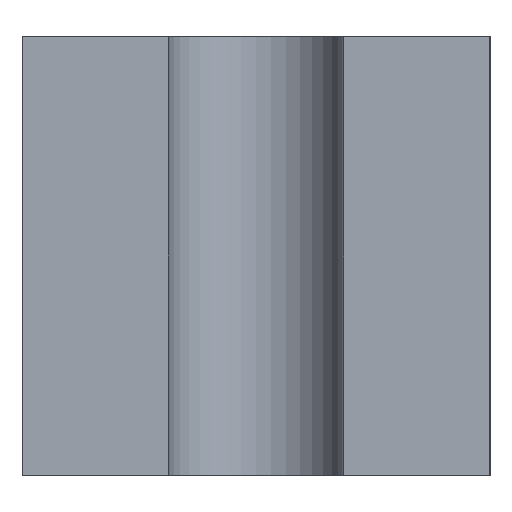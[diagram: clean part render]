
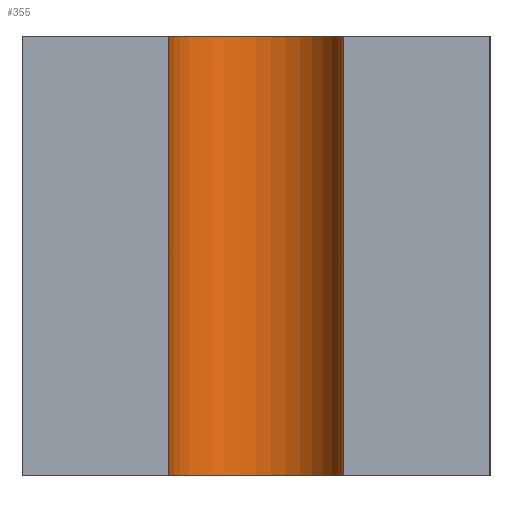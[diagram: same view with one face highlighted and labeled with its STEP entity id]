
A CAD part, left-side view. The second image highlights one B-rep face of the part: STEP entity #355.
In plain terms, the highlighted cylindrical face has radius 0.15 mm (diameter 0.3 mm), a partial arc.
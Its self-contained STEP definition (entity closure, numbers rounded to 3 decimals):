
#314=CARTESIAN_POINT('',(-0.8,0.0,0.75));
#315=DIRECTION('',(0.0,0.0,-1.0));
#316=DIRECTION('',(1.0,0.0,0.0));
#317=AXIS2_PLACEMENT_3D('',#314,#315,#316);
#318=CYLINDRICAL_SURFACE('',#317,0.15);
#319=CARTESIAN_POINT('',(-0.8,-0.15,0.75));
#320=VERTEX_POINT('',#319);
#321=CARTESIAN_POINT('',(-0.8,-0.15,0.));
#322=VERTEX_POINT('',#321);
#323=CARTESIAN_POINT('',(-0.8,-0.15,0.75));
#324=DIRECTION('',(0.0,0.0,-1.0));
#325=VECTOR('',#324,0.75);
#326=LINE('',#323,#325);
#327=EDGE_CURVE('',#320,#322,#326,.T.);
#328=ORIENTED_EDGE('',*,*,#327,.F.);
#329=CARTESIAN_POINT('',(-0.8,0.15,0.75));
#330=VERTEX_POINT('',#329);
#331=CARTESIAN_POINT('',(-0.8,0.0,0.75));
#332=DIRECTION('',(0.0,0.0,-1.0));
#333=DIRECTION('',(1.0,0.0,0.0));
#334=AXIS2_PLACEMENT_3D('',#331,#332,#333);
#335=CIRCLE('',#334,0.15);
#336=EDGE_CURVE('',#330,#320,#335,.T.);
#337=ORIENTED_EDGE('',*,*,#336,.F.);
#338=CARTESIAN_POINT('',(-0.8,0.15,0.));
#339=VERTEX_POINT('',#338);
#340=CARTESIAN_POINT('',(-0.8,0.15,0.75));
#341=DIRECTION('',(0.0,0.0,-1.0));
#342=VECTOR('',#341,0.75);
#343=LINE('',#340,#342);
#344=EDGE_CURVE('',#330,#339,#343,.T.);
#345=ORIENTED_EDGE('',*,*,#344,.T.);
#346=CARTESIAN_POINT('',(-0.8,0.0,0.));
#347=DIRECTION('',(0.0,0.0,-1.0));
#348=DIRECTION('',(1.0,0.0,0.0));
#349=AXIS2_PLACEMENT_3D('',#346,#347,#348);
#350=CIRCLE('',#349,0.15);
#351=EDGE_CURVE('',#339,#322,#350,.T.);
#352=ORIENTED_EDGE('',*,*,#351,.T.);
#353=EDGE_LOOP('',(#328,#337,#345,#352));
#354=FACE_OUTER_BOUND('',#353,.T.);
#355=ADVANCED_FACE('',(#354),#318,.F.);
